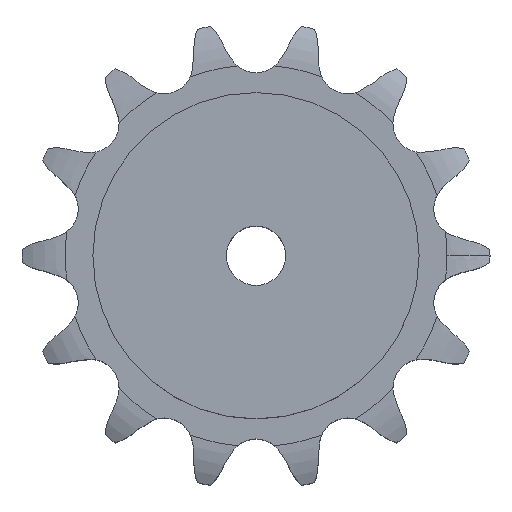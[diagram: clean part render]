
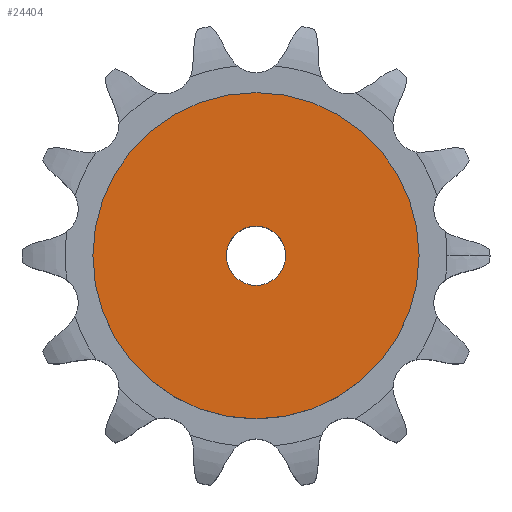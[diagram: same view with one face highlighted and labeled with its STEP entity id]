
A CAD part, top view. The second image highlights one B-rep face of the part: STEP entity #24404.
In plain terms, the highlighted planar face has unit normal (0, 0, 1).
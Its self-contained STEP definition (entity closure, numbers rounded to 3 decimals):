
#13128 = CYLINDRICAL_SURFACE('',#13129,10.);
#13129 = AXIS2_PLACEMENT_3D('',#13130,#13131,#13132);
#13130 = CARTESIAN_POINT('',(0.,0.,262.521));
#13131 = DIRECTION('',(0.,0.,1.));
#13132 = DIRECTION('',(1.,0.,0.));
#16732 = EDGE_CURVE('',#16733,#16733,#16735,.T.);
#16733 = VERTEX_POINT('',#16734);
#16734 = CARTESIAN_POINT('',(10.,0.,80.));
#16735 = SURFACE_CURVE('',#16736,(#16741,#16748),.PCURVE_S1.);
#16736 = CIRCLE('',#16737,10.);
#16737 = AXIS2_PLACEMENT_3D('',#16738,#16739,#16740);
#16738 = CARTESIAN_POINT('',(0.,0.,80.));
#16739 = DIRECTION('',(0.,0.,1.));
#16740 = DIRECTION('',(1.,0.,0.));
#16741 = PCURVE('',#13128,#16742);
#16742 = DEFINITIONAL_REPRESENTATION('',(#16743),#16747);
#16743 = LINE('',#16744,#16745);
#16744 = CARTESIAN_POINT('',(0.,-182.521));
#16745 = VECTOR('',#16746,1.);
#16746 = DIRECTION('',(1.,0.));
#16747 = ( GEOMETRIC_REPRESENTATION_CONTEXT(2) 
PARAMETRIC_REPRESENTATION_CONTEXT() REPRESENTATION_CONTEXT('2D SPACE',''
  ) );
#16748 = PCURVE('',#16749,#16754);
#16749 = PLANE('',#16750);
#16750 = AXIS2_PLACEMENT_3D('',#16751,#16752,#16753);
#16751 = CARTESIAN_POINT('',(0.,0.,80.)
  );
#16752 = DIRECTION('',(0.,0.,1.));
#16753 = DIRECTION('',(1.,0.,0.));
#16754 = DEFINITIONAL_REPRESENTATION('',(#16755),#16759);
#16755 = CIRCLE('',#16756,10.);
#16756 = AXIS2_PLACEMENT_2D('',#16757,#16758);
#16757 = CARTESIAN_POINT('',(0.,0.));
#16758 = DIRECTION('',(1.,0.));
#16759 = ( GEOMETRIC_REPRESENTATION_CONTEXT(2) 
PARAMETRIC_REPRESENTATION_CONTEXT() REPRESENTATION_CONTEXT('2D SPACE',''
  ) );
#24404 = ADVANCED_FACE('',(#24405,#24436),#16749,.T.);
#24405 = FACE_BOUND('',#24406,.T.);
#24406 = EDGE_LOOP('',(#24407));
#24407 = ORIENTED_EDGE('',*,*,#24408,.T.);
#24408 = EDGE_CURVE('',#24409,#24409,#24411,.T.);
#24409 = VERTEX_POINT('',#24410);
#24410 = CARTESIAN_POINT('',(55.,0.,80.));
#24411 = SURFACE_CURVE('',#24412,(#24417,#24424),.PCURVE_S1.);
#24412 = CIRCLE('',#24413,55.);
#24413 = AXIS2_PLACEMENT_3D('',#24414,#24415,#24416);
#24414 = CARTESIAN_POINT('',(0.,0.,80.));
#24415 = DIRECTION('',(0.,0.,1.));
#24416 = DIRECTION('',(1.,0.,0.));
#24417 = PCURVE('',#16749,#24418);
#24418 = DEFINITIONAL_REPRESENTATION('',(#24419),#24423);
#24419 = CIRCLE('',#24420,55.);
#24420 = AXIS2_PLACEMENT_2D('',#24421,#24422);
#24421 = CARTESIAN_POINT('',(0.,0.));
#24422 = DIRECTION('',(1.,0.));
#24423 = ( GEOMETRIC_REPRESENTATION_CONTEXT(2) 
PARAMETRIC_REPRESENTATION_CONTEXT() REPRESENTATION_CONTEXT('2D SPACE',''
  ) );
#24424 = PCURVE('',#24425,#24430);
#24425 = CYLINDRICAL_SURFACE('',#24426,55.);
#24426 = AXIS2_PLACEMENT_3D('',#24427,#24428,#24429);
#24427 = CARTESIAN_POINT('',(0.,0.,0.));
#24428 = DIRECTION('',(-0.,-0.,-1.));
#24429 = DIRECTION('',(1.,0.,0.));
#24430 = DEFINITIONAL_REPRESENTATION('',(#24431),#24435);
#24431 = LINE('',#24432,#24433);
#24432 = CARTESIAN_POINT('',(-0.,-80.));
#24433 = VECTOR('',#24434,1.);
#24434 = DIRECTION('',(-1.,0.));
#24435 = ( GEOMETRIC_REPRESENTATION_CONTEXT(2) 
PARAMETRIC_REPRESENTATION_CONTEXT() REPRESENTATION_CONTEXT('2D SPACE',''
  ) );
#24436 = FACE_BOUND('',#24437,.T.);
#24437 = EDGE_LOOP('',(#24438));
#24438 = ORIENTED_EDGE('',*,*,#16732,.F.);
